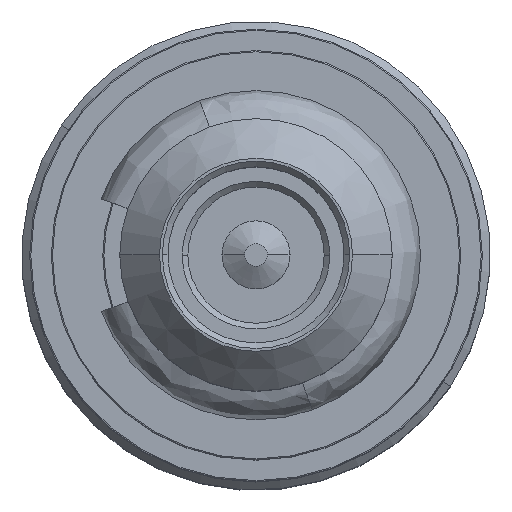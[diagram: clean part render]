
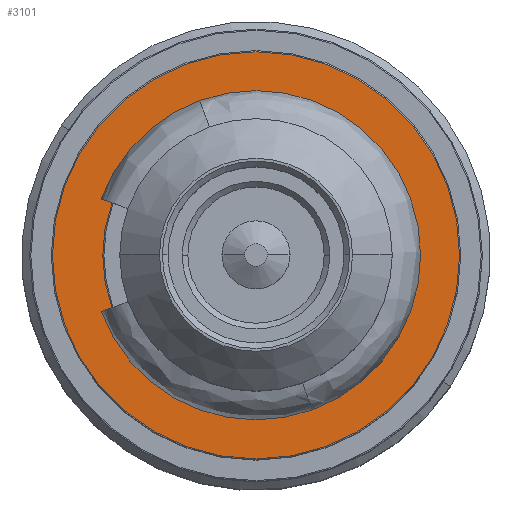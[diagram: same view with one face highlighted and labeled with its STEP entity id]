
A CAD part, top view. The second image highlights one B-rep face of the part: STEP entity #3101.
In plain terms, the highlighted planar face has unit normal (0, 0, 1).
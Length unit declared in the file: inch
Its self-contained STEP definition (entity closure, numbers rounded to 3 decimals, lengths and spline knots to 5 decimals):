
#148 = DIRECTION ( 'NONE',  ( 0., 0., 1. ) ) ;
#176 = FACE_BOUND ( 'NONE', #814, .T. ) ;
#183 = EDGE_CURVE ( 'NONE', #2899, #4316, #1885, .T. ) ;
#280 = EDGE_LOOP ( 'NONE', ( #3594, #4025 ) ) ;
#286 = CARTESIAN_POINT ( 'NONE',  ( 0.05315, 0., 0.01 ) ) ;
#469 = ORIENTED_EDGE ( 'NONE', *, *, #764, .F. ) ;
#764 = EDGE_CURVE ( 'NONE', #3304, #1988, #3273, .T. ) ;
#782 = AXIS2_PLACEMENT_3D ( 'NONE', #880, #2190, #2807 ) ;
#809 = DIRECTION ( 'NONE',  ( 0., 0., 1. ) ) ;
#814 = EDGE_LOOP ( 'NONE', ( #469, #2835 ) ) ;
#850 = CIRCLE ( 'NONE', #782, 0.05315 ) ;
#880 = CARTESIAN_POINT ( 'NONE',  ( 0., 0., 0.01 ) ) ;
#1045 = AXIS2_PLACEMENT_3D ( 'NONE', #1869, #3244, #3546 ) ;
#1152 = DIRECTION ( 'NONE',  ( -1., 0., 0. ) ) ;
#1204 = CARTESIAN_POINT ( 'NONE',  ( -0.05315, 0., 0.01 ) ) ;
#1408 = CIRCLE ( 'NONE', #2804, 0.07061 ) ;
#1428 = CARTESIAN_POINT ( 'NONE',  ( 0., 0., 0.01 ) ) ;
#1480 = AXIS2_PLACEMENT_3D ( 'NONE', #2142, #3872, #3474 ) ;
#1548 = CARTESIAN_POINT ( 'NONE',  ( -0.07061, 0., 0.01 ) ) ;
#1763 = CARTESIAN_POINT ( 'NONE',  ( 0.07061, 0., 0.01 ) ) ;
#1795 = CARTESIAN_POINT ( 'NONE',  ( 0., 0., 0.01 ) ) ;
#1869 = CARTESIAN_POINT ( 'NONE',  ( 0., 0., 0.01 ) ) ;
#1885 = CIRCLE ( 'NONE', #1950, 0.07061 ) ;
#1950 = AXIS2_PLACEMENT_3D ( 'NONE', #1795, #148, #1152 ) ;
#1988 = VERTEX_POINT ( 'NONE', #1204 ) ;
#2142 = CARTESIAN_POINT ( 'NONE',  ( 0., 0., 0.01 ) ) ;
#2190 = DIRECTION ( 'NONE',  ( 0., 0., 1. ) ) ;
#2229 = EDGE_CURVE ( 'NONE', #4316, #2899, #1408, .T. ) ;
#2507 = PLANE ( 'NONE',  #1480 ) ;
#2804 = AXIS2_PLACEMENT_3D ( 'NONE', #1428, #809, #4107 ) ;
#2807 = DIRECTION ( 'NONE',  ( 1., 0., 0. ) ) ;
#2835 = ORIENTED_EDGE ( 'NONE', *, *, #3144, .F. ) ;
#2865 = FACE_OUTER_BOUND ( 'NONE', #280, .T. ) ;
#2899 = VERTEX_POINT ( 'NONE', #1763 ) ;
#3101 = ADVANCED_FACE ( 'NONE', ( #2865, #176 ), #2507, .F. ) ;
#3144 = EDGE_CURVE ( 'NONE', #1988, #3304, #850, .T. ) ;
#3244 = DIRECTION ( 'NONE',  ( 0., 0., 1. ) ) ;
#3273 = CIRCLE ( 'NONE', #1045, 0.05315 ) ;
#3304 = VERTEX_POINT ( 'NONE', #286 ) ;
#3474 = DIRECTION ( 'NONE',  ( -1., 0., 0. ) ) ;
#3546 = DIRECTION ( 'NONE',  ( 1., 0., 0. ) ) ;
#3594 = ORIENTED_EDGE ( 'NONE', *, *, #2229, .T. ) ;
#3872 = DIRECTION ( 'NONE',  ( 0., 0., -1. ) ) ;
#4025 = ORIENTED_EDGE ( 'NONE', *, *, #183, .T. ) ;
#4107 = DIRECTION ( 'NONE',  ( -1., 0., 0. ) ) ;
#4316 = VERTEX_POINT ( 'NONE', #1548 ) ;
